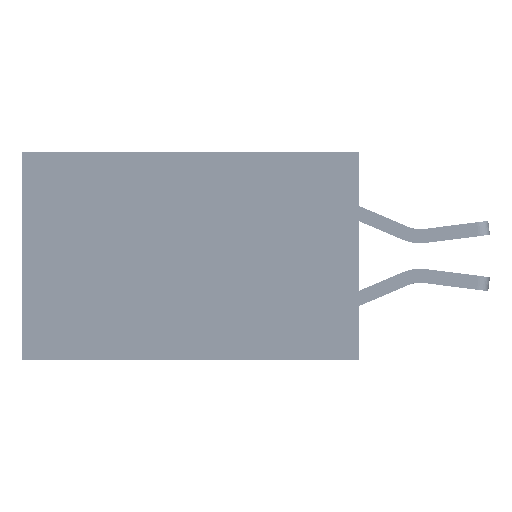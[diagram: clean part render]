
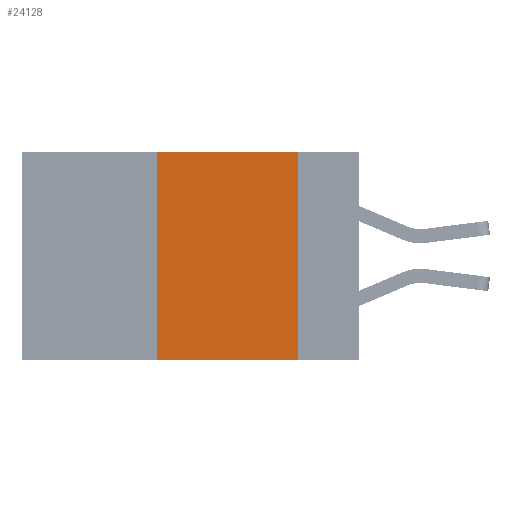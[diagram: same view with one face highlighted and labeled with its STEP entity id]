
A CAD part, left-side view. The second image highlights one B-rep face of the part: STEP entity #24128.
In plain terms, the highlighted planar face has unit normal (-1, 0, 0).
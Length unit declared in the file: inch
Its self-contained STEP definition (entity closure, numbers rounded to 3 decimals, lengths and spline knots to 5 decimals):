
#753 = DIRECTION ( 'NONE',  ( 0., 0., -1. ) ) ;
#1411 = VECTOR ( 'NONE', #753, 39.37008 ) ;
#2060 = ORIENTED_EDGE ( 'NONE', *, *, #24203, .F. ) ;
#3263 = DIRECTION ( 'NONE',  ( 0., 0., 1. ) ) ;
#4907 = LINE ( 'NONE', #23142, #1411 ) ;
#5659 = CARTESIAN_POINT ( 'NONE',  ( 0., 0.11, -0.37 ) ) ;
#5997 = EDGE_CURVE ( 'NONE', #24445, #15152, #4907, .T. ) ;
#7121 = VECTOR ( 'NONE', #39721, 39.37008 ) ;
#8531 = AXIS2_PLACEMENT_3D ( 'NONE', #24983, #10102, #40036 ) ;
#10026 = EDGE_CURVE ( 'NONE', #21675, #24445, #28575, .T. ) ;
#10102 = DIRECTION ( 'NONE',  ( 1., 0., 0. ) ) ;
#12603 = CARTESIAN_POINT ( 'NONE',  ( 0., 0.36, 0. ) ) ;
#14627 = EDGE_CURVE ( 'NONE', #40098, #15152, #35233, .T. ) ;
#15152 = VERTEX_POINT ( 'NONE', #5659 ) ;
#15311 = LINE ( 'NONE', #48158, #41037 ) ;
#18533 = EDGE_LOOP ( 'NONE', ( #23829, #46584, #2060, #30176 ) ) ;
#20442 = DIRECTION ( 'NONE',  ( 0., -1., 0. ) ) ;
#21675 = VERTEX_POINT ( 'NONE', #12603 ) ;
#23142 = CARTESIAN_POINT ( 'NONE',  ( 0., 0.11, 0. ) ) ;
#23829 = ORIENTED_EDGE ( 'NONE', *, *, #5997, .F. ) ;
#24128 = ADVANCED_FACE ( 'NONE', ( #40413 ), #24821, .F. ) ;
#24203 = EDGE_CURVE ( 'NONE', #40098, #21675, #15311, .T. ) ;
#24445 = VERTEX_POINT ( 'NONE', #35100 ) ;
#24820 = CARTESIAN_POINT ( 'NONE',  ( 0., 0.6, -0.37 ) ) ;
#24821 = PLANE ( 'NONE',  #8531 ) ;
#24983 = CARTESIAN_POINT ( 'NONE',  ( 0., 0.6, 0. ) ) ;
#28575 = LINE ( 'NONE', #47079, #29180 ) ;
#29180 = VECTOR ( 'NONE', #20442, 39.37008 ) ;
#30176 = ORIENTED_EDGE ( 'NONE', *, *, #14627, .T. ) ;
#35100 = CARTESIAN_POINT ( 'NONE',  ( 0., 0.11, 0. ) ) ;
#35233 = LINE ( 'NONE', #24820, #7121 ) ;
#39721 = DIRECTION ( 'NONE',  ( 0., -1., 0. ) ) ;
#40036 = DIRECTION ( 'NONE',  ( 0., 0., -1. ) ) ;
#40098 = VERTEX_POINT ( 'NONE', #47009 ) ;
#40413 = FACE_OUTER_BOUND ( 'NONE', #18533, .T. ) ;
#41037 = VECTOR ( 'NONE', #3263, 39.37008 ) ;
#46584 = ORIENTED_EDGE ( 'NONE', *, *, #10026, .F. ) ;
#47009 = CARTESIAN_POINT ( 'NONE',  ( 0., 0.36, -0.37 ) ) ;
#47079 = CARTESIAN_POINT ( 'NONE',  ( 0., 0.6, 0. ) ) ;
#48158 = CARTESIAN_POINT ( 'NONE',  ( 0., 0.36, 0. ) ) ;
